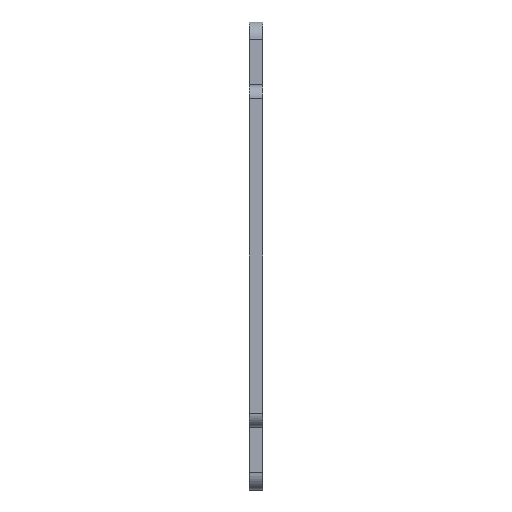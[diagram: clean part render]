
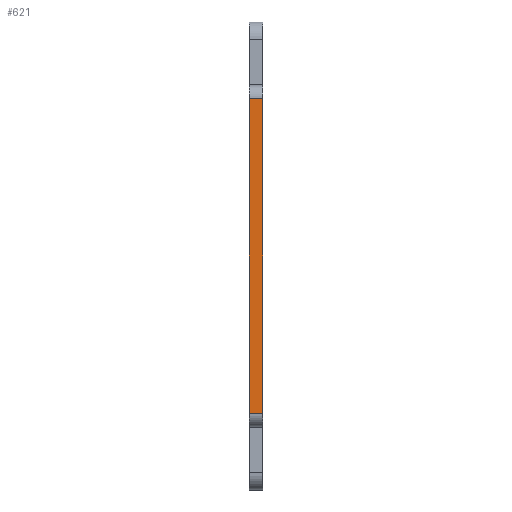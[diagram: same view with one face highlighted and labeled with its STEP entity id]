
A CAD part, left-side view. The second image highlights one B-rep face of the part: STEP entity #621.
In plain terms, the highlighted planar face has unit normal (-1, 0, 0).
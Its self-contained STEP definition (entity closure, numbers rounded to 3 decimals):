
#23=PLANE('',#673);
#43=FACE_OUTER_BOUND('',#75,.T.);
#75=EDGE_LOOP('',(#431,#432,#433,#434));
#115=LINE('',#935,#177);
#116=LINE('',#937,#178);
#117=LINE('',#939,#179);
#118=LINE('',#940,#180);
#177=VECTOR('',#749,10.);
#178=VECTOR('',#750,10.);
#179=VECTOR('',#751,10.);
#180=VECTOR('',#752,10.);
#273=VERTEX_POINT('',#933);
#274=VERTEX_POINT('',#934);
#275=VERTEX_POINT('',#936);
#276=VERTEX_POINT('',#938);
#337=EDGE_CURVE('',#273,#274,#115,.T.);
#338=EDGE_CURVE('',#274,#275,#116,.T.);
#339=EDGE_CURVE('',#276,#275,#117,.T.);
#340=EDGE_CURVE('',#273,#276,#118,.T.);
#431=ORIENTED_EDGE('',*,*,#337,.T.);
#432=ORIENTED_EDGE('',*,*,#338,.T.);
#433=ORIENTED_EDGE('',*,*,#339,.F.);
#434=ORIENTED_EDGE('',*,*,#340,.F.);
#621=ADVANCED_FACE('',(#43),#23,.T.);
#673=AXIS2_PLACEMENT_3D('',#932,#747,#748);
#747=DIRECTION('center_axis',(-1.,0.,0.));
#748=DIRECTION('ref_axis',(0.,0.,
-1.));
#749=DIRECTION('',(0.,0.,-1.));
#750=DIRECTION('',(0.,-1.,0.));
#751=DIRECTION('',(0.,0.,-1.));
#752=DIRECTION('',(0.,-1.,0.));
#932=CARTESIAN_POINT('Origin',(113.5,116.5,-60.));
#933=CARTESIAN_POINT('',(113.5,116.5,-60.));
#934=CARTESIAN_POINT('',(113.5,116.5,-150.));
#935=CARTESIAN_POINT('',(113.5,116.5,-60.));
#936=CARTESIAN_POINT('',(113.5,112.5,-150.));
#937=CARTESIAN_POINT('',(113.5,116.5,-150.));
#938=CARTESIAN_POINT('',(113.5,112.5,-60.));
#939=CARTESIAN_POINT('',(113.5,112.5,-60.));
#940=CARTESIAN_POINT('',(113.5,116.5,-60.));
